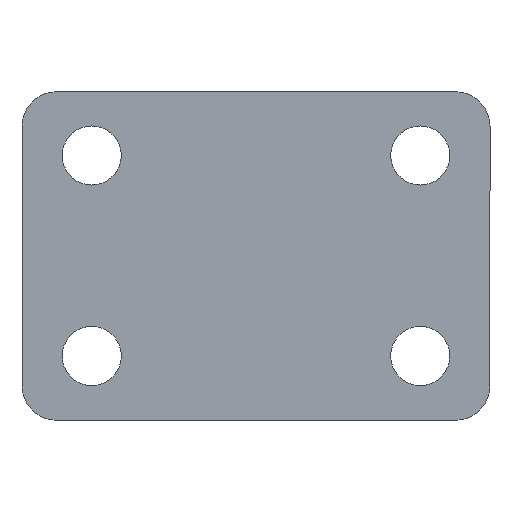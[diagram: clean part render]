
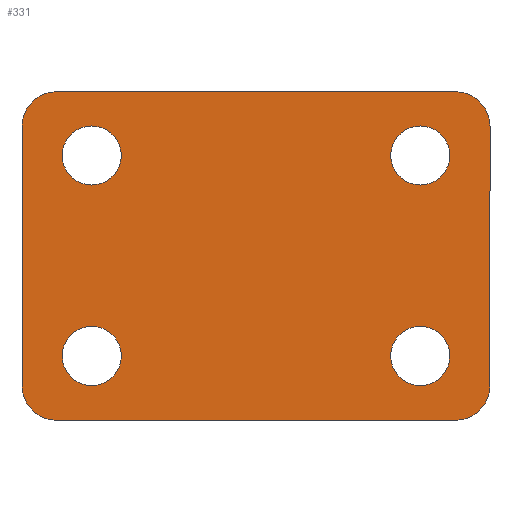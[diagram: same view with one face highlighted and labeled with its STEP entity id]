
A CAD part, front view. The second image highlights one B-rep face of the part: STEP entity #331.
In plain terms, the highlighted planar face has unit normal (0, -1, 0).
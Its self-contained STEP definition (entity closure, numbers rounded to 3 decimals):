
#62 = EDGE_LOOP ( 'NONE', ( #2112, #1898 ) ) ;
#84 = DIRECTION ( 'NONE',  ( 0., 0., 1. ) ) ;
#91 = EDGE_CURVE ( 'NONE', #1687, #295, #1700, .T. ) ;
#96 = DIRECTION ( 'NONE',  ( -1., 0., 0. ) ) ;
#105 = DIRECTION ( 'NONE',  ( 0., 1., 0. ) ) ;
#118 = CARTESIAN_POINT ( 'NONE',  ( -40.75, 0., -22.6 ) ) ;
#165 = EDGE_CURVE ( 'NONE', #2467, #1852, #462, .T. ) ;
#168 = CIRCLE ( 'NONE', #1340, 5.15 ) ;
#173 = FACE_BOUND ( 'NONE', #1306, .T. ) ;
#181 = EDGE_CURVE ( 'NONE', #295, #685, #1581, .T. ) ;
#203 = DIRECTION ( 'NONE',  ( 0., 1., 0. ) ) ;
#220 = AXIS2_PLACEMENT_3D ( 'NONE', #1350, #203, #1561 ) ;
#257 = ORIENTED_EDGE ( 'NONE', *, *, #1791, .F. ) ;
#276 = DIRECTION ( 'NONE',  ( 0., 1., 0. ) ) ;
#290 = CARTESIAN_POINT ( 'NONE',  ( 28.6, 0., -12.25 ) ) ;
#295 = VERTEX_POINT ( 'NONE', #2044 ) ;
#311 = VECTOR ( 'NONE', #2128, 1000. ) ;
#315 = AXIS2_PLACEMENT_3D ( 'NONE', #2265, #2436, #2212 ) ;
#331 = ADVANCED_FACE ( 'NONE', ( #670, #1191, #2315, #173, #2195 ), #2513, .T. ) ;
#340 = AXIS2_PLACEMENT_3D ( 'NONE', #2180, #984, #2375 ) ;
#396 = DIRECTION ( 'NONE',  ( 0., 1., 0. ) ) ;
#400 = CIRCLE ( 'NONE', #315, 6. ) ;
#411 = CARTESIAN_POINT ( 'NONE',  ( -40.75, 0., -22.6 ) ) ;
#436 = CARTESIAN_POINT ( 'NONE',  ( -28.6, 0., -17.4 ) ) ;
#455 = CARTESIAN_POINT ( 'NONE',  ( 28.6, 0., 22.65 ) ) ;
#456 = CARTESIAN_POINT ( 'NONE',  ( 28.6, 0., -17.4 ) ) ;
#462 = CIRCLE ( 'NONE', #1811, 5.15 ) ;
#469 = VERTEX_POINT ( 'NONE', #2286 ) ;
#493 = DIRECTION ( 'NONE',  ( 0., 0., 1. ) ) ;
#502 = ORIENTED_EDGE ( 'NONE', *, *, #1870, .F. ) ;
#509 = CIRCLE ( 'NONE', #340, 5.15 ) ;
#524 = CARTESIAN_POINT ( 'NONE',  ( -28.6, 0., -17.4 ) ) ;
#571 = ORIENTED_EDGE ( 'NONE', *, *, #2275, .F. ) ;
#598 = CIRCLE ( 'NONE', #2384, 5.15 ) ;
#629 = DIRECTION ( 'NONE',  ( 0., 0., 1. ) ) ;
#641 = AXIS2_PLACEMENT_3D ( 'NONE', #1588, #1305, #900 ) ;
#642 = CARTESIAN_POINT ( 'NONE',  ( -34.75, 0., 22.6 ) ) ;
#662 = CARTESIAN_POINT ( 'NONE',  ( -34.75, 0., 28.6 ) ) ;
#670 = FACE_BOUND ( 'NONE', #1041, .T. ) ;
#672 = CARTESIAN_POINT ( 'NONE',  ( 28.6, 0., 17.5 ) ) ;
#682 = EDGE_LOOP ( 'NONE', ( #257, #502, #1733, #1082, #1571, #1712, #571, #811 ) ) ;
#685 = VERTEX_POINT ( 'NONE', #662 ) ;
#690 = VERTEX_POINT ( 'NONE', #1862 ) ;
#693 = CIRCLE ( 'NONE', #1536, 5.15 ) ;
#713 = DIRECTION ( 'NONE',  ( 0., 0., 1. ) ) ;
#714 = EDGE_CURVE ( 'NONE', #1552, #753, #2032, .T. ) ;
#721 = AXIS2_PLACEMENT_3D ( 'NONE', #672, #105, #2364 ) ;
#744 = CARTESIAN_POINT ( 'NONE',  ( 28.6, 0., -22.55 ) ) ;
#753 = VERTEX_POINT ( 'NONE', #455 ) ;
#779 = LINE ( 'NONE', #2235, #1302 ) ;
#790 = ORIENTED_EDGE ( 'NONE', *, *, #2260, .T. ) ;
#811 = ORIENTED_EDGE ( 'NONE', *, *, #1125, .F. ) ;
#829 = DIRECTION ( 'NONE',  ( 0., 0., 1. ) ) ;
#900 = DIRECTION ( 'NONE',  ( 0., 0., 1. ) ) ;
#924 = VERTEX_POINT ( 'NONE', #1383 ) ;
#984 = DIRECTION ( 'NONE',  ( 0., 1., 0. ) ) ;
#986 = AXIS2_PLACEMENT_3D ( 'NONE', #1210, #1416, #2404 ) ;
#1020 = VERTEX_POINT ( 'NONE', #2391 ) ;
#1041 = EDGE_LOOP ( 'NONE', ( #2111, #2281 ) ) ;
#1047 = DIRECTION ( 'NONE',  ( 0., 0., -1. ) ) ;
#1055 = CARTESIAN_POINT ( 'NONE',  ( -28.6, 0., -12.25 ) ) ;
#1081 = EDGE_CURVE ( 'NONE', #924, #469, #168, .T. ) ;
#1082 = ORIENTED_EDGE ( 'NONE', *, *, #1569, .F. ) ;
#1106 = VECTOR ( 'NONE', #1603, 1000. ) ;
#1125 = EDGE_CURVE ( 'NONE', #1425, #1020, #1994, .T. ) ;
#1191 = FACE_BOUND ( 'NONE', #2116, .T. ) ;
#1210 = CARTESIAN_POINT ( 'NONE',  ( 28.6, 0., 17.5 ) ) ;
#1241 = CARTESIAN_POINT ( 'NONE',  ( -34.75, 0., -28.6 ) ) ;
#1281 = LINE ( 'NONE', #1531, #311 ) ;
#1302 = VECTOR ( 'NONE', #1047, 1000. ) ;
#1305 = DIRECTION ( 'NONE',  ( 0., 1., 0. ) ) ;
#1306 = EDGE_LOOP ( 'NONE', ( #790, #2031 ) ) ;
#1336 = VERTEX_POINT ( 'NONE', #290 ) ;
#1340 = AXIS2_PLACEMENT_3D ( 'NONE', #2424, #2241, #84 ) ;
#1350 = CARTESIAN_POINT ( 'NONE',  ( 28.6, 0., -17.4 ) ) ;
#1383 = CARTESIAN_POINT ( 'NONE',  ( -28.6, 0., 12.35 ) ) ;
#1407 = ORIENTED_EDGE ( 'NONE', *, *, #2310, .T. ) ;
#1416 = DIRECTION ( 'NONE',  ( 0., 1., 0. ) ) ;
#1425 = VERTEX_POINT ( 'NONE', #2003 ) ;
#1458 = EDGE_CURVE ( 'NONE', #753, #1552, #1910, .T. ) ;
#1478 = AXIS2_PLACEMENT_3D ( 'NONE', #1541, #2137, #2126 ) ;
#1510 = EDGE_CURVE ( 'NONE', #1852, #2467, #598, .T. ) ;
#1524 = CIRCLE ( 'NONE', #641, 6. ) ;
#1527 = VECTOR ( 'NONE', #96, 1000. ) ;
#1531 = CARTESIAN_POINT ( 'NONE',  ( -34.75, 0., 28.6 ) ) ;
#1536 = AXIS2_PLACEMENT_3D ( 'NONE', #456, #276, #493 ) ;
#1541 = CARTESIAN_POINT ( 'NONE',  ( 34.75, 0., -22.6 ) ) ;
#1552 = VERTEX_POINT ( 'NONE', #1708 ) ;
#1561 = DIRECTION ( 'NONE',  ( 0., 0., 1. ) ) ;
#1569 = EDGE_CURVE ( 'NONE', #685, #1711, #1281, .T. ) ;
#1571 = ORIENTED_EDGE ( 'NONE', *, *, #181, .F. ) ;
#1573 = CARTESIAN_POINT ( 'NONE',  ( -34.75, 0., -22.6 ) ) ;
#1581 = CIRCLE ( 'NONE', #2464, 6. ) ;
#1588 = CARTESIAN_POINT ( 'NONE',  ( 34.75, 0., 22.6 ) ) ;
#1603 = DIRECTION ( 'NONE',  ( 0., 0., 1. ) ) ;
#1625 = CIRCLE ( 'NONE', #2493, 6. ) ;
#1682 = EDGE_CURVE ( 'NONE', #2230, #1336, #693, .T. ) ;
#1687 = VERTEX_POINT ( 'NONE', #118 ) ;
#1700 = LINE ( 'NONE', #411, #1106 ) ;
#1708 = CARTESIAN_POINT ( 'NONE',  ( 28.6, 0., 12.35 ) ) ;
#1711 = VERTEX_POINT ( 'NONE', #2274 ) ;
#1712 = ORIENTED_EDGE ( 'NONE', *, *, #91, .F. ) ;
#1733 = ORIENTED_EDGE ( 'NONE', *, *, #2040, .F. ) ;
#1775 = DIRECTION ( 'NONE',  ( 0., 0., 1. ) ) ;
#1791 = EDGE_CURVE ( 'NONE', #2534, #1425, #400, .T. ) ;
#1811 = AXIS2_PLACEMENT_3D ( 'NONE', #436, #1829, #629 ) ;
#1829 = DIRECTION ( 'NONE',  ( 0., 1., 0. ) ) ;
#1852 = VERTEX_POINT ( 'NONE', #1055 ) ;
#1862 = CARTESIAN_POINT ( 'NONE',  ( 40.75, 0., 22.6 ) ) ;
#1870 = EDGE_CURVE ( 'NONE', #690, #2534, #779, .T. ) ;
#1898 = ORIENTED_EDGE ( 'NONE', *, *, #714, .T. ) ;
#1910 = CIRCLE ( 'NONE', #986, 5.15 ) ;
#1912 = DIRECTION ( 'NONE',  ( 0., 1., 0. ) ) ;
#1994 = LINE ( 'NONE', #1241, #1527 ) ;
#2003 = CARTESIAN_POINT ( 'NONE',  ( 34.75, 0., -28.6 ) ) ;
#2029 = DIRECTION ( 'NONE',  ( 0., 1., 0. ) ) ;
#2031 = ORIENTED_EDGE ( 'NONE', *, *, #1682, .T. ) ;
#2032 = CIRCLE ( 'NONE', #721, 5.15 ) ;
#2040 = EDGE_CURVE ( 'NONE', #1711, #690, #1524, .T. ) ;
#2044 = CARTESIAN_POINT ( 'NONE',  ( -40.75, 0., 22.6 ) ) ;
#2111 = ORIENTED_EDGE ( 'NONE', *, *, #1510, .T. ) ;
#2112 = ORIENTED_EDGE ( 'NONE', *, *, #1458, .T. ) ;
#2116 = EDGE_LOOP ( 'NONE', ( #1407, #2236 ) ) ;
#2117 = CARTESIAN_POINT ( 'NONE',  ( 40.75, 0., -22.6 ) ) ;
#2126 = DIRECTION ( 'NONE',  ( 0., 0., -1. ) ) ;
#2128 = DIRECTION ( 'NONE',  ( 1., 0., 0. ) ) ;
#2137 = DIRECTION ( 'NONE',  ( 0., -1., 0. ) ) ;
#2180 = CARTESIAN_POINT ( 'NONE',  ( -28.6, 0., 17.5 ) ) ;
#2195 = FACE_OUTER_BOUND ( 'NONE', #682, .T. ) ;
#2209 = CIRCLE ( 'NONE', #220, 5.15 ) ;
#2212 = DIRECTION ( 'NONE',  ( 0., 0., -1. ) ) ;
#2230 = VERTEX_POINT ( 'NONE', #744 ) ;
#2235 = CARTESIAN_POINT ( 'NONE',  ( 40.75, 0., -22.6 ) ) ;
#2236 = ORIENTED_EDGE ( 'NONE', *, *, #1081, .T. ) ;
#2241 = DIRECTION ( 'NONE',  ( 0., 1., 0. ) ) ;
#2260 = EDGE_CURVE ( 'NONE', #1336, #2230, #2209, .T. ) ;
#2265 = CARTESIAN_POINT ( 'NONE',  ( 34.75, 0., -22.6 ) ) ;
#2274 = CARTESIAN_POINT ( 'NONE',  ( 34.75, 0., 28.6 ) ) ;
#2275 = EDGE_CURVE ( 'NONE', #1020, #1687, #1625, .T. ) ;
#2281 = ORIENTED_EDGE ( 'NONE', *, *, #165, .T. ) ;
#2286 = CARTESIAN_POINT ( 'NONE',  ( -28.6, 0., 22.65 ) ) ;
#2310 = EDGE_CURVE ( 'NONE', #469, #924, #509, .T. ) ;
#2315 = FACE_BOUND ( 'NONE', #62, .T. ) ;
#2364 = DIRECTION ( 'NONE',  ( 0., 0., 1. ) ) ;
#2375 = DIRECTION ( 'NONE',  ( 0., 0., 1. ) ) ;
#2384 = AXIS2_PLACEMENT_3D ( 'NONE', #524, #1912, #713 ) ;
#2391 = CARTESIAN_POINT ( 'NONE',  ( -34.75, 0., -28.6 ) ) ;
#2404 = DIRECTION ( 'NONE',  ( 0., 0., 1. ) ) ;
#2423 = CARTESIAN_POINT ( 'NONE',  ( -28.6, 0., -22.55 ) ) ;
#2424 = CARTESIAN_POINT ( 'NONE',  ( -28.6, 0., 17.5 ) ) ;
#2436 = DIRECTION ( 'NONE',  ( 0., 1., 0. ) ) ;
#2464 = AXIS2_PLACEMENT_3D ( 'NONE', #642, #2029, #829 ) ;
#2467 = VERTEX_POINT ( 'NONE', #2423 ) ;
#2493 = AXIS2_PLACEMENT_3D ( 'NONE', #1573, #396, #1775 ) ;
#2513 = PLANE ( 'NONE',  #1478 ) ;
#2534 = VERTEX_POINT ( 'NONE', #2117 ) ;
